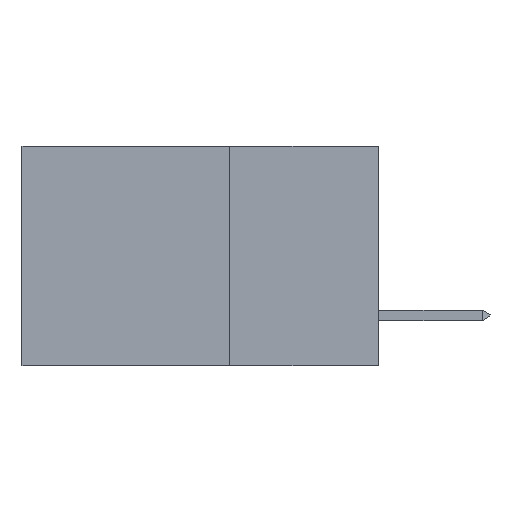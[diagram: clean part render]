
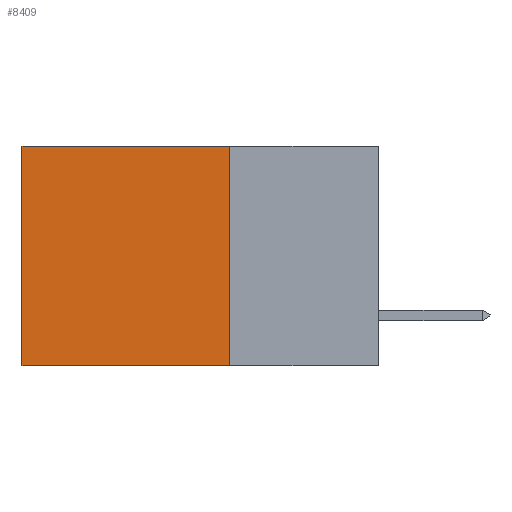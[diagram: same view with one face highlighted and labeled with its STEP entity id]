
A CAD part, left-side view. The second image highlights one B-rep face of the part: STEP entity #8409.
In plain terms, the highlighted planar face has unit normal (-1, 0, 0).
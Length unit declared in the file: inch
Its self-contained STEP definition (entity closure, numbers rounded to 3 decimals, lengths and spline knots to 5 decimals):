
#51 = LINE ( 'NONE', #9925, #4252 ) ;
#202 = LINE ( 'NONE', #1264, #3278 ) ;
#423 = CARTESIAN_POINT ( 'NONE',  ( 0.298, 0.25, -0.37 ) ) ;
#443 = EDGE_CURVE ( 'NONE', #10217, #2484, #202, .T. ) ;
#785 = CARTESIAN_POINT ( 'NONE',  ( 0.298, 0.6, 0. ) ) ;
#928 = EDGE_CURVE ( 'NONE', #10217, #5418, #51, .T. ) ;
#1264 = CARTESIAN_POINT ( 'NONE',  ( 0.298, 0.25, 0. ) ) ;
#1340 = EDGE_CURVE ( 'NONE', #5418, #1352, #1876, .T. ) ;
#1352 = VERTEX_POINT ( 'NONE', #9499 ) ;
#1865 = VECTOR ( 'NONE', #7997, 39.37008 ) ;
#1876 = LINE ( 'NONE', #3155, #5917 ) ;
#1887 = EDGE_CURVE ( 'NONE', #2484, #1352, #6626, .T. ) ;
#1950 = EDGE_LOOP ( 'NONE', ( #7510, #3328, #8303, #10845 ) ) ;
#2484 = VERTEX_POINT ( 'NONE', #4565 ) ;
#3155 = CARTESIAN_POINT ( 'NONE',  ( 0.298, 0.25, -0.37 ) ) ;
#3278 = VECTOR ( 'NONE', #8489, 39.37008 ) ;
#3328 = ORIENTED_EDGE ( 'NONE', *, *, #1340, .F. ) ;
#3697 = DIRECTION ( 'NONE',  ( 0., 0., -1. ) ) ;
#4074 = PLANE ( 'NONE',  #8687 ) ;
#4252 = VECTOR ( 'NONE', #3697, 39.37008 ) ;
#4565 = CARTESIAN_POINT ( 'NONE',  ( 0.298, 0.6, 0. ) ) ;
#5418 = VERTEX_POINT ( 'NONE', #423 ) ;
#5917 = VECTOR ( 'NONE', #6735, 39.37008 ) ;
#6626 = LINE ( 'NONE', #785, #1865 ) ;
#6735 = DIRECTION ( 'NONE',  ( 0., 1., 0. ) ) ;
#7504 = CARTESIAN_POINT ( 'NONE',  ( 0.298, 0.25, 0. ) ) ;
#7510 = ORIENTED_EDGE ( 'NONE', *, *, #1887, .T. ) ;
#7997 = DIRECTION ( 'NONE',  ( 0., 0., -1. ) ) ;
#8303 = ORIENTED_EDGE ( 'NONE', *, *, #928, .F. ) ;
#8409 = ADVANCED_FACE ( 'NONE', ( #8954 ), #4074, .F. ) ;
#8489 = DIRECTION ( 'NONE',  ( 0., 1., 0. ) ) ;
#8687 = AXIS2_PLACEMENT_3D ( 'NONE', #10483, #9647, #9518 ) ;
#8954 = FACE_OUTER_BOUND ( 'NONE', #1950, .T. ) ;
#9499 = CARTESIAN_POINT ( 'NONE',  ( 0.298, 0.6, -0.37 ) ) ;
#9518 = DIRECTION ( 'NONE',  ( 0., 0., -1. ) ) ;
#9647 = DIRECTION ( 'NONE',  ( 1., 0., 0. ) ) ;
#9925 = CARTESIAN_POINT ( 'NONE',  ( 0.298, 0.25, 0. ) ) ;
#10217 = VERTEX_POINT ( 'NONE', #7504 ) ;
#10483 = CARTESIAN_POINT ( 'NONE',  ( 0.298, 0.25, 0. ) ) ;
#10845 = ORIENTED_EDGE ( 'NONE', *, *, #443, .T. ) ;
